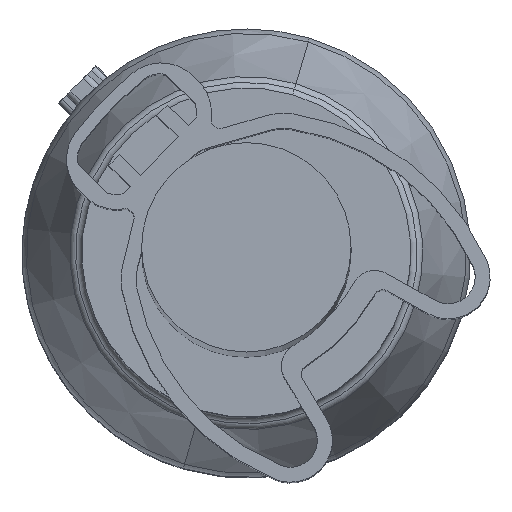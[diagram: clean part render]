
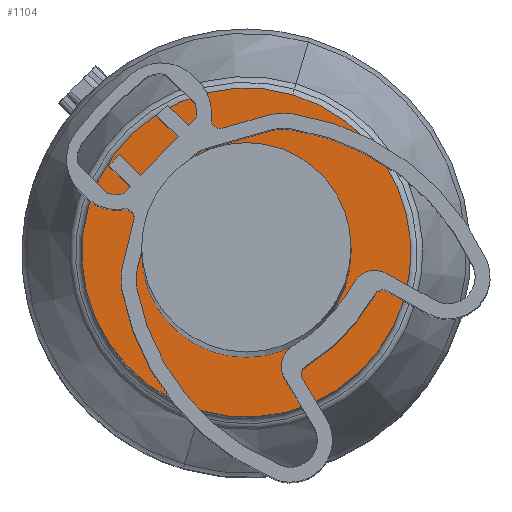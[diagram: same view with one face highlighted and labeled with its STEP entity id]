
A CAD part, top view. The second image highlights one B-rep face of the part: STEP entity #1104.
In plain terms, the highlighted planar face has unit normal (0, 0, 1).
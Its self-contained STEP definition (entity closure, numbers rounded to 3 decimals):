
#1039=AXIS2_PLACEMENT_3D('Circle Axis2P3D',#1037,#1038,$) ;
#1066=AXIS2_PLACEMENT_3D('Circle Axis2P3D',#1064,#1065,$) ;
#1080=AXIS2_PLACEMENT_3D('Plane Axis2P3D',#1077,#1078,#1079) ;
#1088=AXIS2_PLACEMENT_3D('Circle Axis2P3D',#1086,#1087,$) ;
#1097=AXIS2_PLACEMENT_3D('Circle Axis2P3D',#1095,#1096,$) ;
#1037=CARTESIAN_POINT('Axis2P3D Location',(7.5,7.718,44.)) ;
#1041=CARTESIAN_POINT('Vertex',(9.048,12.996,44.)) ;
#1043=CARTESIAN_POINT('Vertex',(5.952,2.44,44.)) ;
#1064=CARTESIAN_POINT('Axis2P3D Location',(7.5,7.718,44.)) ;
#1077=CARTESIAN_POINT('Axis2P3D Location',(11.389,11.607,44.)) ;
#1086=CARTESIAN_POINT('Axis2P3D Location',(7.5,7.718,44.)) ;
#1090=CARTESIAN_POINT('Vertex',(11.,7.718,44.)) ;
#1092=CARTESIAN_POINT('Vertex',(4.,7.718,44.)) ;
#1095=CARTESIAN_POINT('Axis2P3D Location',(7.5,7.718,44.)) ;
#1038=DIRECTION('Axis2P3D Direction',(0.,0.,1.)) ;
#1065=DIRECTION('Axis2P3D Direction',(0.,0.,1.)) ;
#1078=DIRECTION('Axis2P3D Direction',(0.,0.,1.)) ;
#1079=DIRECTION('Axis2P3D XDirection',(-0.707,0.707,0.)) ;
#1087=DIRECTION('Axis2P3D Direction',(0.,0.,1.)) ;
#1096=DIRECTION('Axis2P3D Direction',(0.,0.,1.)) ;
#1083=ORIENTED_EDGE('',*,*,#1045,.T.) ;
#1084=ORIENTED_EDGE('',*,*,#1068,.T.) ;
#1101=ORIENTED_EDGE('',*,*,#1094,.F.) ;
#1102=ORIENTED_EDGE('',*,*,#1099,.F.) ;
#1103=FACE_BOUND('',#1100,.T.) ;
#1104=ADVANCED_FACE('Hauptk\X2\00F6\X0\rper',(#1085,#1103),#1081,.T.) ;
#1040=CIRCLE('generated circle',#1039,5.5) ;
#1067=CIRCLE('generated circle',#1066,5.5) ;
#1089=CIRCLE('generated circle',#1088,3.5) ;
#1098=CIRCLE('generated circle',#1097,3.5) ;
#1045=EDGE_CURVE('',#1042,#1044,#1040,.T.) ;
#1068=EDGE_CURVE('',#1044,#1042,#1067,.T.) ;
#1094=EDGE_CURVE('',#1091,#1093,#1089,.T.) ;
#1099=EDGE_CURVE('',#1093,#1091,#1098,.T.) ;
#1082=EDGE_LOOP('',(#1083,#1084)) ;
#1100=EDGE_LOOP('',(#1101,#1102)) ;
#1085=FACE_OUTER_BOUND('',#1082,.T.) ;
#1081=PLANE('',#1080) ;
#1042=VERTEX_POINT('',#1041) ;
#1044=VERTEX_POINT('',#1043) ;
#1091=VERTEX_POINT('',#1090) ;
#1093=VERTEX_POINT('',#1092) ;
